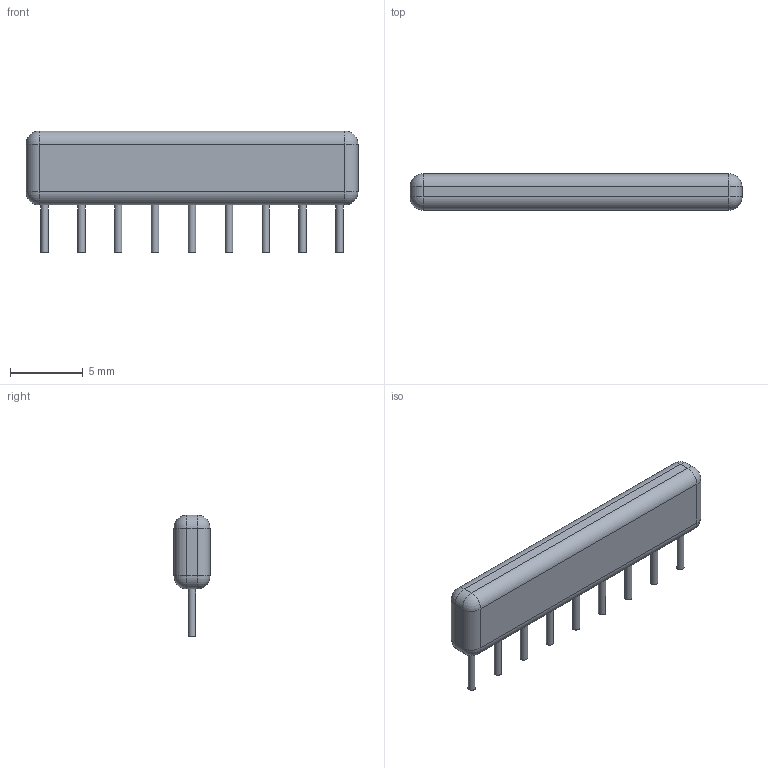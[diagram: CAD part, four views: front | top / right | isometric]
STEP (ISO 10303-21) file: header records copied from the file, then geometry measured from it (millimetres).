
FILE_DESCRIPTION(('Open CASCADE Model'),'2;1');
FILE_NAME('Open CASCADE Shape Model','2024-05-03T02:21:30',('Author'),('Open CASCADE'),'Open CASCADE STEP processor 7.7','Open CASCADE 7.7','Unknown');
FILE_SCHEMA(('AUTOMOTIVE_DESIGN { 1 0 10303 214 1 1 1 1 }'));
Length unit declared in the file: millimetre
Products named in the file (5): 168615d0-08e3-11ef-816d-be47ca126161; body; body_part; pins; pins_part
Assembly tree (4 placements, depth 3):
  168615d0-08e3-11ef-816d-be47ca126161
    body
      body_part
    pins
      pins_part
Bounding box: 22.86 x 2.49 x 8.38 mm (x, y, z)
Volume: 275 mm3; surface area: 374.5 mm2
Topology: 10 solids, 10 shells, 53 faces, 83 edges, 42 vertices
Faces by surface type: plane 24, cylinder 21, sphere 8
Full cylindrical faces by diameter (mm): 0.508 x9
Entity records: 1259 total; most frequent: PCURVE 150, DEFINITIONAL_REPRESENTATION 150, CARTESIAN_POINT 135, ORIENTED_EDGE 115, EDGE_CURVE 75, SURFACE_CURVE 66, AXIS2_PLACEMENT_3D 65, LINE 54
